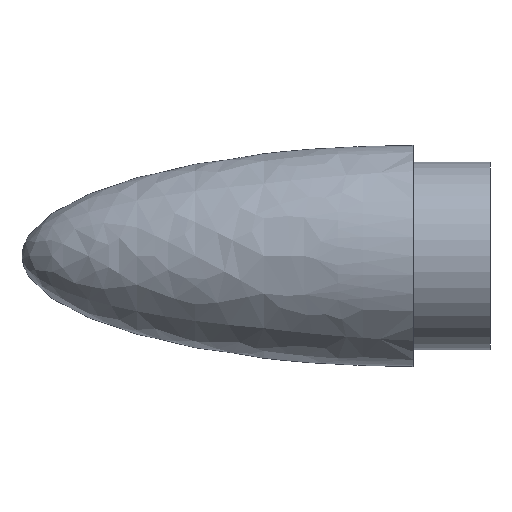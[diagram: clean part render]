
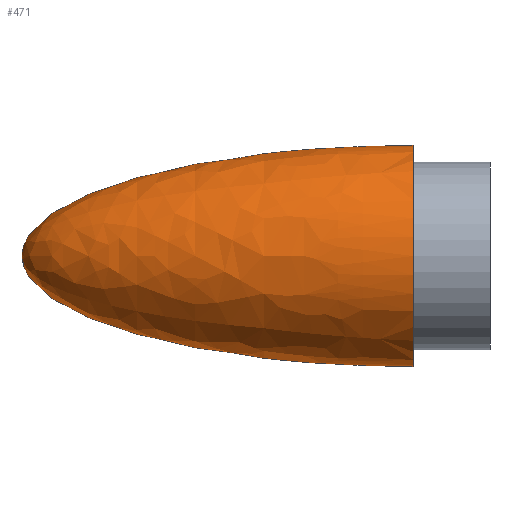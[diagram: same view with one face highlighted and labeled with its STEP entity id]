
A CAD part, left-side view. The second image highlights one B-rep face of the part: STEP entity #471.
In plain terms, the highlighted free-form (B-spline) face has degree [2, 2] with [5, 9] control points.
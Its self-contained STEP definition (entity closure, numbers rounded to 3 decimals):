
#15=ELLIPSE('',#543,115.,32.5);
#17=(
BOUNDED_SURFACE()
B_SPLINE_SURFACE(2,2,((#1420,#1421,#1422,#1423,#1424,#1425,#1426,#1427,
#1428),(#1429,#1430,#1431,#1432,#1433,#1434,#1435,#1436,#1437),(#1438,#1439,
#1440,#1441,#1442,#1443,#1444,#1445,#1446),(#1447,#1448,#1449,#1450,#1451,
#1452,#1453,#1454,#1455),(#1456,#1457,#1458,#1459,#1460,#1461,#1462,#1463,
#1464)),.UNSPECIFIED.,.F.,.T.,.F.)
B_SPLINE_SURFACE_WITH_KNOTS((3,2,3),(3,2,2,2,3),(-1.571,-0.785,
0.),(0.,1.571,3.142,4.712,
6.283),.UNSPECIFIED.)
GEOMETRIC_REPRESENTATION_ITEM()
RATIONAL_B_SPLINE_SURFACE(((1.,0.707,1.,0.707,1.,
0.707,1.,0.707,1.),(0.924,0.653,
0.924,0.653,0.924,0.653,
0.924,0.653,0.924),(1.,0.707,
1.,0.707,1.,0.707,1.,0.707,1.),(0.924,
0.653,0.924,0.653,0.924,
0.653,0.924,0.653,0.924),
(1.,0.707,1.,0.707,1.,0.707,1.,0.707,
1.)))
REPRESENTATION_ITEM('')
SURFACE()
);
#89=FACE_OUTER_BOUND('',#124,.T.);
#124=EDGE_LOOP('',(#432,#433,#434));
#185=CIRCLE('',#542,32.5);
#226=VERTEX_POINT('',#1418);
#227=VERTEX_POINT('',#1465);
#295=EDGE_CURVE('',#226,#226,#185,.T.);
#296=EDGE_CURVE('',#226,#227,#15,.T.);
#432=ORIENTED_EDGE('',*,*,#296,.T.);
#433=ORIENTED_EDGE('',*,*,#296,.F.);
#434=ORIENTED_EDGE('',*,*,#295,.F.);
#471=ADVANCED_FACE('',(#89),#17,.T.);
#542=AXIS2_PLACEMENT_3D('',#1419,#689,#690);
#543=AXIS2_PLACEMENT_3D('',#1466,#691,#692);
#689=DIRECTION('center_axis',(0.,-1.,0.));
#690=DIRECTION('ref_axis',(1.,0.,0.));
#691=DIRECTION('center_axis',(0.,0.,1.));
#692=DIRECTION('ref_axis',(0.,1.,0.));
#1418=CARTESIAN_POINT('',(32.5,60.,0.));
#1419=CARTESIAN_POINT('Origin',(0.,60.,
0.));
#1420=CARTESIAN_POINT('Ctrl Pts',(32.5,60.,0.));
#1421=CARTESIAN_POINT('Ctrl Pts',(32.5,60.,32.5));
#1422=CARTESIAN_POINT('Ctrl Pts',(0.,60.,
32.5));
#1423=CARTESIAN_POINT('Ctrl Pts',(-32.5,60.,32.5));
#1424=CARTESIAN_POINT('Ctrl Pts',(-32.5,60.,0.));
#1425=CARTESIAN_POINT('Ctrl Pts',(-32.5,60.,-32.5));
#1426=CARTESIAN_POINT('Ctrl Pts',(0.,60.,
-32.5));
#1427=CARTESIAN_POINT('Ctrl Pts',(32.5,60.,-32.5));
#1428=CARTESIAN_POINT('Ctrl Pts',(32.5,60.,0.));
#1429=CARTESIAN_POINT('Ctrl Pts',(32.501,107.636,0.));
#1430=CARTESIAN_POINT('Ctrl Pts',(32.501,107.636,32.501));
#1431=CARTESIAN_POINT('Ctrl Pts',(0.,107.636,
32.501));
#1432=CARTESIAN_POINT('Ctrl Pts',(-32.501,107.636,32.501));
#1433=CARTESIAN_POINT('Ctrl Pts',(-32.501,107.636,0.));
#1434=CARTESIAN_POINT('Ctrl Pts',(-32.501,107.636,-32.501));
#1435=CARTESIAN_POINT('Ctrl Pts',(0.,107.636,
-32.501));
#1436=CARTESIAN_POINT('Ctrl Pts',(32.501,107.636,-32.501));
#1437=CARTESIAN_POINT('Ctrl Pts',(32.501,107.636,0.));
#1438=CARTESIAN_POINT('Ctrl Pts',(22.981,141.319,0.));
#1439=CARTESIAN_POINT('Ctrl Pts',(22.981,141.319,22.981));
#1440=CARTESIAN_POINT('Ctrl Pts',(0.,141.319,
22.981));
#1441=CARTESIAN_POINT('Ctrl Pts',(-22.981,141.319,22.981));
#1442=CARTESIAN_POINT('Ctrl Pts',(-22.981,141.319,0.));
#1443=CARTESIAN_POINT('Ctrl Pts',(-22.981,141.319,-22.981));
#1444=CARTESIAN_POINT('Ctrl Pts',(0.,141.319,
-22.981));
#1445=CARTESIAN_POINT('Ctrl Pts',(22.981,141.319,-22.981));
#1446=CARTESIAN_POINT('Ctrl Pts',(22.981,141.319,0.));
#1447=CARTESIAN_POINT('Ctrl Pts',(13.462,175.002,0.));
#1448=CARTESIAN_POINT('Ctrl Pts',(13.462,175.002,13.462));
#1449=CARTESIAN_POINT('Ctrl Pts',(0.,175.002,
13.462));
#1450=CARTESIAN_POINT('Ctrl Pts',(-13.462,175.002,13.462));
#1451=CARTESIAN_POINT('Ctrl Pts',(-13.462,175.002,0.));
#1452=CARTESIAN_POINT('Ctrl Pts',(-13.462,175.002,-13.462));
#1453=CARTESIAN_POINT('Ctrl Pts',(0.,175.002,
-13.462));
#1454=CARTESIAN_POINT('Ctrl Pts',(13.462,175.002,-13.462));
#1455=CARTESIAN_POINT('Ctrl Pts',(13.462,175.002,0.));
#1456=CARTESIAN_POINT('Ctrl Pts',(0.,175.,0.));
#1457=CARTESIAN_POINT('Ctrl Pts',(0.,175.,0.));
#1458=CARTESIAN_POINT('Ctrl Pts',(0.,175.,0.));
#1459=CARTESIAN_POINT('Ctrl Pts',(0.,175.,0.));
#1460=CARTESIAN_POINT('Ctrl Pts',(0.,175.,0.));
#1461=CARTESIAN_POINT('Ctrl Pts',(0.,175.,0.));
#1462=CARTESIAN_POINT('Ctrl Pts',(0.,175.,0.));
#1463=CARTESIAN_POINT('Ctrl Pts',(0.,175.,0.));
#1464=CARTESIAN_POINT('Ctrl Pts',(0.,175.,0.));
#1465=CARTESIAN_POINT('',(0.,175.,0.));
#1466=CARTESIAN_POINT('Origin',(0.,60.,0.));
